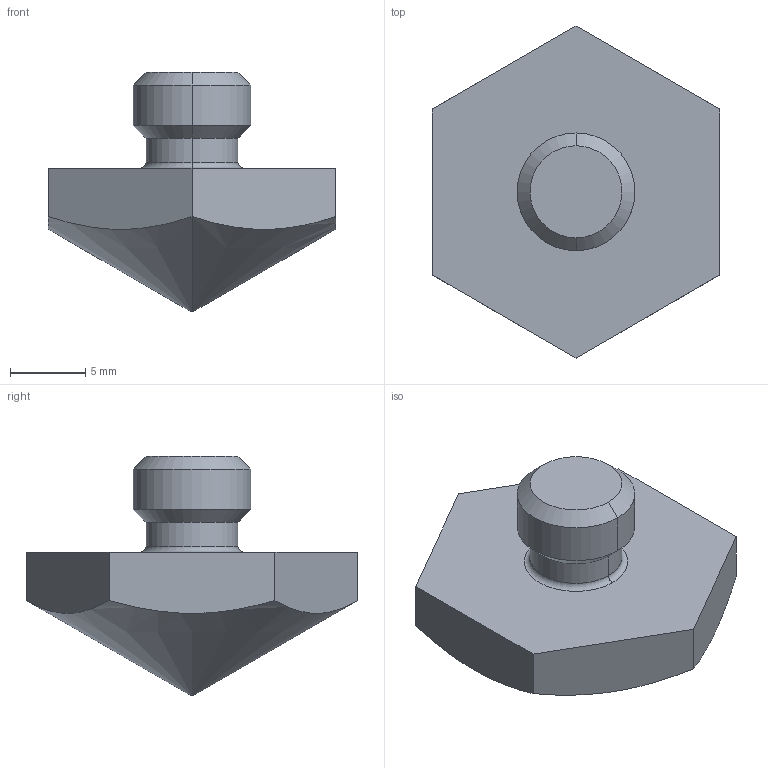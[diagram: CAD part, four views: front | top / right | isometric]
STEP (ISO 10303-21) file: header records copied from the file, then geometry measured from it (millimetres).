
FILE_DESCRIPTION((''),'2;1');
FILE_NAME('ILC64200510','2005-06-27T',('KR'),(''),'PRO/ENGINEER BY PARAMETRIC TECHNOLOGY CORPORATION, 2004290','PRO/ENGINEER BY PARAMETRIC TECHNOLOGY CORPORATION, 2004290','');
FILE_SCHEMA(('AUTOMOTIVE_DESIGN_CC2 { 1 2 10303 214 -1 1 5 2 }'));
Length unit declared in the file: inch
Products named in the file (1): ILC64200510
Bounding box: 19.05 x 22 x 15.88 mm (x, y, z)
Volume: 2043.2 mm3; surface area: 1078.9 mm2
Topology: 1 solids, 1 shells, 22 faces, 48 edges, 27 vertices
Faces by surface type: plane 8, cone 6, cylinder 4, sphere 2, torus 2
Entity records: 749 total; most frequent: CARTESIAN_POINT 155, COLOUR_RGB 105, DIRECTION 102, ORIENTED_EDGE 92, EDGE_CURVE 46, AXIS2_PLACEMENT_3D 40, VERTEX_POINT 27, EDGE_LOOP 23
